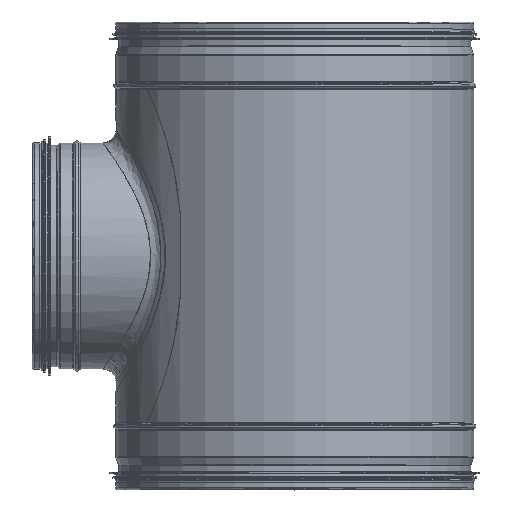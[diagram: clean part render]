
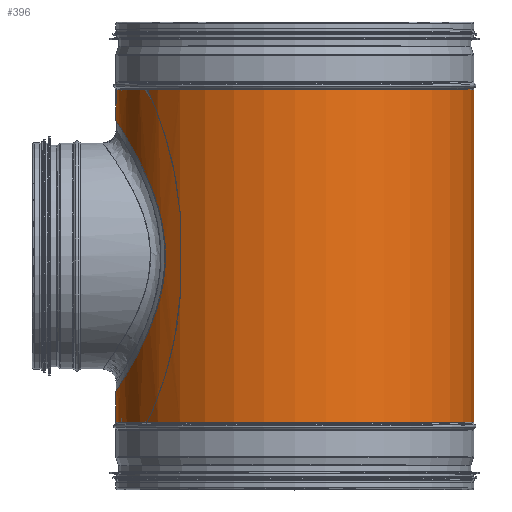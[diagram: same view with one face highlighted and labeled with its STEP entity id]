
A CAD part, top view. The second image highlights one B-rep face of the part: STEP entity #396.
In plain terms, the highlighted cylindrical face has radius 156.925 mm (diameter 313.85 mm), a full revolution.
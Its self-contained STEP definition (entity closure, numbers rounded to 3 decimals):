
#125=CARTESIAN_POINT('',(-113.925,204.5,-107.919));
#126=VERTEX_POINT('',#125);
#162=CARTESIAN_POINT('',(-113.925,204.5,107.919));
#163=VERTEX_POINT('',#162);
#186=CARTESIAN_POINT('',(-156.925,85.5,0.));
#187=VERTEX_POINT('',#186);
#188=CARTESIAN_POINT('',(-113.925,204.5,107.919));
#189=CARTESIAN_POINT('',(-113.925,197.149,107.919));
#190=CARTESIAN_POINT('',(-114.515,189.612,107.307));
#191=CARTESIAN_POINT('',(-116.834,174.703,104.777));
#192=CARTESIAN_POINT('',(-118.559,167.329,102.859));
#193=CARTESIAN_POINT('',(-122.758,153.195,97.81));
#194=CARTESIAN_POINT('',(-125.229,146.422,94.674));
#195=CARTESIAN_POINT('',(-130.414,133.814,87.394));
#196=CARTESIAN_POINT('',(-133.124,127.978,83.248));
#197=CARTESIAN_POINT('',(-138.363,117.406,74.223));
#198=CARTESIAN_POINT('',(-141.093,112.291,68.983));
#199=CARTESIAN_POINT('',(-146.216,103.112,57.331));
#200=CARTESIAN_POINT('',(-148.606,99.047,50.916));
#201=CARTESIAN_POINT('',(-152.603,92.401,37.26));
#202=CARTESIAN_POINT('',(-154.214,89.812,30.002));
#203=CARTESIAN_POINT('',(-156.375,86.361,15.124));
#204=CARTESIAN_POINT('',(-156.925,85.5,7.504));
#205=CARTESIAN_POINT('',(-156.925,85.5,0.));
#206=B_SPLINE_CURVE_WITH_KNOTS('',3,(#188,#189,#190,#191,#192,#193,#194,#195,#196,#197,#198,#199,#200,#201,#202,#203,#204,#205),.UNSPECIFIED.,.F.,.U.,(4,2,2,2,2,2,2,2,4),(0.0,2.205,4.411,6.616,8.821,11.072,13.323,15.574,17.826),.UNSPECIFIED.);
#207=EDGE_CURVE('',#163,#187,#206,.T.);
#248=CARTESIAN_POINT('',(-156.925,85.5,0.));
#249=CARTESIAN_POINT('',(-156.925,85.5,-7.504));
#250=CARTESIAN_POINT('',(-156.375,86.361,-15.124));
#251=CARTESIAN_POINT('',(-154.214,89.812,-30.002));
#252=CARTESIAN_POINT('',(-152.603,92.401,-37.26));
#253=CARTESIAN_POINT('',(-148.606,99.047,-50.916));
#254=CARTESIAN_POINT('',(-146.216,103.112,-57.331));
#255=CARTESIAN_POINT('',(-141.093,112.291,-68.983));
#256=CARTESIAN_POINT('',(-138.363,117.406,-74.223));
#257=CARTESIAN_POINT('',(-133.124,127.978,-83.248));
#258=CARTESIAN_POINT('',(-130.414,133.814,-87.394));
#259=CARTESIAN_POINT('',(-125.229,146.422,-94.674));
#260=CARTESIAN_POINT('',(-122.758,153.195,-97.81));
#261=CARTESIAN_POINT('',(-118.559,167.329,-102.859));
#262=CARTESIAN_POINT('',(-116.834,174.703,-104.777));
#263=CARTESIAN_POINT('',(-114.515,189.612,-107.307));
#264=CARTESIAN_POINT('',(-113.925,197.149,-107.919));
#265=CARTESIAN_POINT('',(-113.925,204.5,-107.919));
#266=B_SPLINE_CURVE_WITH_KNOTS('',3,(#248,#249,#250,#251,#252,#253,#254,#255,#256,#257,#258,#259,#260,#261,#262,#263,#264,#265),.UNSPECIFIED.,.F.,.U.,(4,2,2,2,2,2,2,2,4),(17.826,20.077,22.328,24.579,26.83,29.035,31.241,33.446,35.651),.UNSPECIFIED.);
#267=EDGE_CURVE('',#187,#126,#266,.T.);
#277=CARTESIAN_POINT('',(-156.925,323.5,0.0));
#278=VERTEX_POINT('',#277);
#279=CARTESIAN_POINT('',(-156.925,323.5,0.));
#280=CARTESIAN_POINT('',(-156.925,323.5,7.504));
#281=CARTESIAN_POINT('',(-156.375,322.639,15.124));
#282=CARTESIAN_POINT('',(-154.214,319.188,30.002));
#283=CARTESIAN_POINT('',(-152.603,316.599,37.26));
#284=CARTESIAN_POINT('',(-148.606,309.953,50.916));
#285=CARTESIAN_POINT('',(-146.216,305.888,57.331));
#286=CARTESIAN_POINT('',(-141.093,296.709,68.983));
#287=CARTESIAN_POINT('',(-138.363,291.594,74.223));
#288=CARTESIAN_POINT('',(-133.124,281.022,83.248));
#289=CARTESIAN_POINT('',(-130.414,275.186,87.394));
#290=CARTESIAN_POINT('',(-125.229,262.578,94.674));
#291=CARTESIAN_POINT('',(-122.758,255.805,97.81));
#292=CARTESIAN_POINT('',(-118.559,241.671,102.859));
#293=CARTESIAN_POINT('',(-116.834,234.297,104.777));
#294=CARTESIAN_POINT('',(-114.515,219.388,107.307));
#295=CARTESIAN_POINT('',(-113.925,211.851,107.919));
#296=CARTESIAN_POINT('',(-113.925,204.5,107.919));
#297=B_SPLINE_CURVE_WITH_KNOTS('',3,(#279,#280,#281,#282,#283,#284,#285,#286,#287,#288,#289,#290,#291,#292,#293,#294,#295,#296),.UNSPECIFIED.,.F.,.U.,(4,2,2,2,2,2,2,2,4),(53.477,55.728,57.979,60.23,62.481,64.687,66.892,69.097,71.302),.UNSPECIFIED.);
#298=EDGE_CURVE('',#278,#163,#297,.T.);
#300=CARTESIAN_POINT('',(-113.925,204.5,-107.919));
#301=CARTESIAN_POINT('',(-113.925,211.851,-107.919));
#302=CARTESIAN_POINT('',(-114.515,219.388,-107.307));
#303=CARTESIAN_POINT('',(-116.834,234.297,-104.777));
#304=CARTESIAN_POINT('',(-118.559,241.671,-102.859));
#305=CARTESIAN_POINT('',(-122.758,255.805,-97.81));
#306=CARTESIAN_POINT('',(-125.229,262.578,-94.674));
#307=CARTESIAN_POINT('',(-130.414,275.186,-87.394));
#308=CARTESIAN_POINT('',(-133.124,281.022,-83.248));
#309=CARTESIAN_POINT('',(-138.363,291.594,-74.223));
#310=CARTESIAN_POINT('',(-141.093,296.709,-68.983));
#311=CARTESIAN_POINT('',(-146.216,305.888,-57.331));
#312=CARTESIAN_POINT('',(-148.606,309.953,-50.916));
#313=CARTESIAN_POINT('',(-152.603,316.599,-37.26));
#314=CARTESIAN_POINT('',(-154.214,319.188,-30.002));
#315=CARTESIAN_POINT('',(-156.375,322.639,-15.124));
#316=CARTESIAN_POINT('',(-156.925,323.5,-7.504));
#317=CARTESIAN_POINT('',(-156.925,323.5,0.));
#318=B_SPLINE_CURVE_WITH_KNOTS('',3,(#300,#301,#302,#303,#304,#305,#306,#307,#308,#309,#310,#311,#312,#313,#314,#315,#316,#317),.UNSPECIFIED.,.F.,.U.,(4,2,2,2,2,2,2,2,4),(35.651,37.856,40.062,42.267,44.472,46.723,48.975,51.226,53.477),.UNSPECIFIED.);
#319=EDGE_CURVE('',#126,#278,#318,.T.);
#363=CARTESIAN_POINT('',(0.0,131.5,0.0));
#364=DIRECTION('',(0.0,-1.0,0.0));
#365=DIRECTION('',(1.0,0.0,0.0));
#366=AXIS2_PLACEMENT_3D('',#363,#364,#365);
#367=CYLINDRICAL_SURFACE('',#366,156.925);
#368=CARTESIAN_POINT('',(156.925,350.5,0.0));
#369=VERTEX_POINT('',#368);
#370=CARTESIAN_POINT('',(0.0,350.5,0.0));
#371=DIRECTION('',(0.0,-1.0,0.0));
#372=DIRECTION('',(1.0,0.0,0.0));
#373=AXIS2_PLACEMENT_3D('',#370,#371,#372);
#374=CIRCLE('',#373,156.925);
#375=EDGE_CURVE('',#369,#369,#374,.T.);
#376=ORIENTED_EDGE('',*,*,#375,.T.);
#377=EDGE_LOOP('',(#376));
#378=FACE_OUTER_BOUND('',#377,.T.);
#379=ORIENTED_EDGE('',*,*,#267,.T.);
#380=ORIENTED_EDGE('',*,*,#319,.T.);
#381=ORIENTED_EDGE('',*,*,#298,.T.);
#382=ORIENTED_EDGE('',*,*,#207,.T.);
#383=EDGE_LOOP('',(#379,#380,#381,#382));
#384=FACE_BOUND('',#383,.T.);
#385=CARTESIAN_POINT('',(156.925,58.5,0.0));
#386=VERTEX_POINT('',#385);
#387=CARTESIAN_POINT('',(0.0,58.5,0.0));
#388=DIRECTION('',(0.0,-1.0,0.0));
#389=DIRECTION('',(1.0,0.0,0.0));
#390=AXIS2_PLACEMENT_3D('',#387,#388,#389);
#391=CIRCLE('',#390,156.925);
#392=EDGE_CURVE('',#386,#386,#391,.T.);
#393=ORIENTED_EDGE('',*,*,#392,.F.);
#394=EDGE_LOOP('',(#393));
#395=FACE_BOUND('',#394,.T.);
#396=ADVANCED_FACE('',(#378,#384,#395),#367,.T.);
